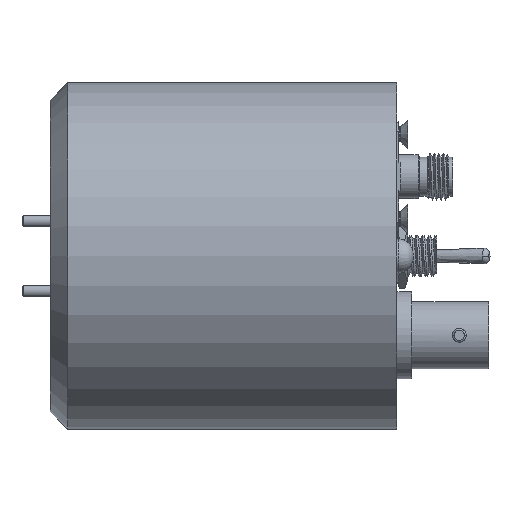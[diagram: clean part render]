
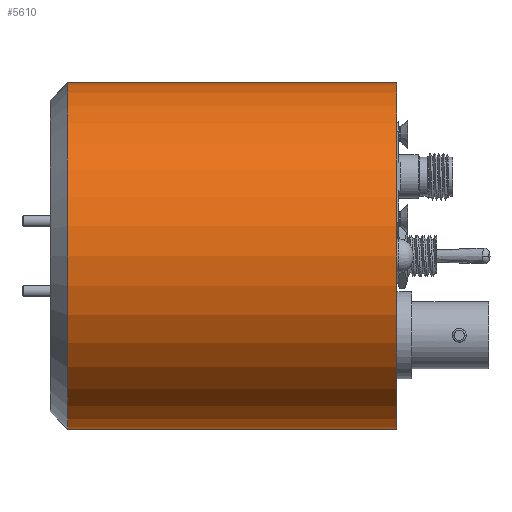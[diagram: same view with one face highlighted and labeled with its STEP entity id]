
A CAD part, front view. The second image highlights one B-rep face of the part: STEP entity #5610.
In plain terms, the highlighted cylindrical face has radius 25 mm (diameter 50 mm), a partial arc.
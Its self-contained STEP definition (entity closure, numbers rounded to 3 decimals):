
#663 = CARTESIAN_POINT ( 'NONE',  ( 0., 0., 25. ) ) ;
#864 = EDGE_CURVE ( 'NONE', #937, #4060, #1724, .T. ) ;
#937 = VERTEX_POINT ( 'NONE', #29709 ) ;
#1724 = LINE ( 'NONE', #5585, #31436 ) ;
#1992 = LINE ( 'NONE', #12129, #14222 ) ;
#2831 = DIRECTION ( 'NONE',  ( 1., 0., 0. ) ) ;
#3030 = CIRCLE ( 'NONE', #16133, 25. ) ;
#3357 = CIRCLE ( 'NONE', #25430, 25. ) ;
#3402 = VERTEX_POINT ( 'NONE', #16906 ) ;
#3945 = EDGE_CURVE ( 'NONE', #28610, #3402, #1992, .T. ) ;
#4060 = VERTEX_POINT ( 'NONE', #663 ) ;
#4484 = CARTESIAN_POINT ( 'NONE',  ( -47.46, 0., -25. ) ) ;
#5585 = CARTESIAN_POINT ( 'NONE',  ( 0., 0., 25. ) ) ;
#5610 = ADVANCED_FACE ( 'NONE', ( #24401 ), #29344, .T. ) ;
#5685 = DIRECTION ( 'NONE',  ( 1., 0., 0. ) ) ;
#6190 = EDGE_LOOP ( 'NONE', ( #14570, #7629, #18855, #10712 ) ) ;
#7341 = DIRECTION ( 'NONE',  ( 0., 0., -1. ) ) ;
#7629 = ORIENTED_EDGE ( 'NONE', *, *, #27684, .T. ) ;
#9042 = CARTESIAN_POINT ( 'NONE',  ( -47.46, 0., 0. ) ) ;
#10712 = ORIENTED_EDGE ( 'NONE', *, *, #17618, .F. ) ;
#11609 = DIRECTION ( 'NONE',  ( 0., 0., -1. ) ) ;
#12129 = CARTESIAN_POINT ( 'NONE',  ( 0., 0., -25. ) ) ;
#12637 = DIRECTION ( 'NONE',  ( 1., 0., 0. ) ) ;
#14222 = VECTOR ( 'NONE', #2831, 1000. ) ;
#14570 = ORIENTED_EDGE ( 'NONE', *, *, #864, .F. ) ;
#16133 = AXIS2_PLACEMENT_3D ( 'NONE', #21498, #30901, #11609 ) ;
#16906 = CARTESIAN_POINT ( 'NONE',  ( 0., 0., -25. ) ) ;
#17522 = DIRECTION ( 'NONE',  ( 0., 0., -1. ) ) ;
#17618 = EDGE_CURVE ( 'NONE', #4060, #3402, #3030, .T. ) ;
#18855 = ORIENTED_EDGE ( 'NONE', *, *, #3945, .T. ) ;
#21498 = CARTESIAN_POINT ( 'NONE',  ( 0., 0., 0. ) ) ;
#22410 = CARTESIAN_POINT ( 'NONE',  ( 0., 0., 0. ) ) ;
#24401 = FACE_OUTER_BOUND ( 'NONE', #6190, .T. ) ;
#25430 = AXIS2_PLACEMENT_3D ( 'NONE', #9042, #31119, #7341 ) ;
#27674 = AXIS2_PLACEMENT_3D ( 'NONE', #22410, #12637, #17522 ) ;
#27684 = EDGE_CURVE ( 'NONE', #937, #28610, #3357, .T. ) ;
#28610 = VERTEX_POINT ( 'NONE', #4484 ) ;
#29344 = CYLINDRICAL_SURFACE ( 'NONE', #27674, 25. ) ;
#29709 = CARTESIAN_POINT ( 'NONE',  ( -47.46, 0., 25. ) ) ;
#30901 = DIRECTION ( 'NONE',  ( 1., 0., 0. ) ) ;
#31119 = DIRECTION ( 'NONE',  ( 1., 0., 0. ) ) ;
#31436 = VECTOR ( 'NONE', #5685, 1000. ) ;
